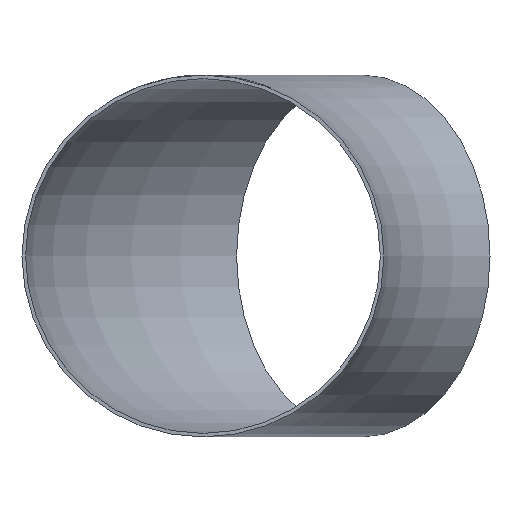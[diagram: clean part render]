
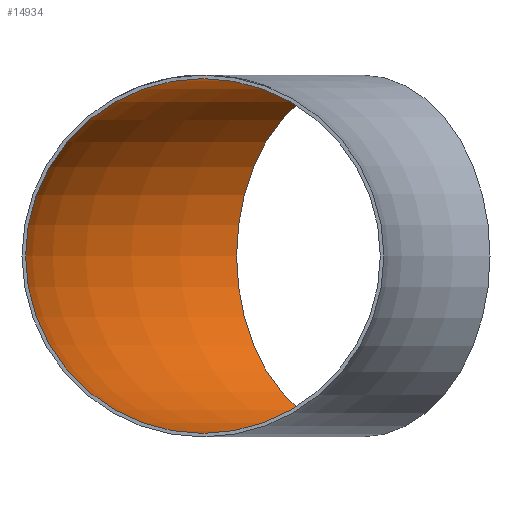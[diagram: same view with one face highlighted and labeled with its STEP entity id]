
A CAD part, front view. The second image highlights one B-rep face of the part: STEP entity #14934.
In plain terms, the highlighted toroidal (fillet/blend) face has major radius 610 mm and minor radius 199.2 mm.
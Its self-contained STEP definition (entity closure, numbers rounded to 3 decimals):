
#1084 = EDGE_CURVE ( 'NONE', #25157, #25157, #15354, .T. ) ;
#1183 = ORIENTED_EDGE ( 'NONE', *, *, #1084, .F. ) ;
#1505 = AXIS2_PLACEMENT_3D ( 'NONE', #14858, #12453, #12175 ) ;
#2731 = CIRCLE ( 'NONE', #19471, 199.2 ) ;
#3609 = FACE_OUTER_BOUND ( 'NONE', #13315, .T. ) ;
#6891 = VERTEX_POINT ( 'NONE', #27858 ) ;
#10932 = DIRECTION ( 'NONE',  ( -1., 0., 0. ) ) ;
#12175 = DIRECTION ( 'NONE',  ( 0., 0., 1. ) ) ;
#12453 = DIRECTION ( 'NONE',  ( 0., 1., 0. ) ) ;
#13315 = EDGE_LOOP ( 'NONE', ( #1183 ) ) ;
#14858 = CARTESIAN_POINT ( 'NONE',  ( -610., 0., 0. ) ) ;
#14934 = ADVANCED_FACE ( 'NONE', ( #28631, #3609 ), #24824, .F. ) ;
#15146 = DIRECTION ( 'NONE',  ( 0.707, 0.707, 0. ) ) ;
#15354 = CIRCLE ( 'NONE', #1505, 199.2 ) ;
#17577 = EDGE_LOOP ( 'NONE', ( #26051 ) ) ;
#18723 = CARTESIAN_POINT ( 'NONE',  ( -610., 0., 199.2 ) ) ;
#19471 = AXIS2_PLACEMENT_3D ( 'NONE', #19503, #15146, #24293 ) ;
#19503 = CARTESIAN_POINT ( 'NONE',  ( -431.335, 431.335, 0. ) ) ;
#20241 = DIRECTION ( 'NONE',  ( 0., 0., -1. ) ) ;
#20403 = EDGE_CURVE ( 'NONE', #6891, #6891, #2731, .T. ) ;
#22489 = CARTESIAN_POINT ( 'NONE',  ( 0., 0., 0. ) ) ;
#24293 = DIRECTION ( 'NONE',  ( -0.707, 0.707, 0. ) ) ;
#24824 = TOROIDAL_SURFACE ( 'NONE', #28649, 610., 199.2 ) ;
#25157 = VERTEX_POINT ( 'NONE', #18723 ) ;
#26051 = ORIENTED_EDGE ( 'NONE', *, *, #20403, .T. ) ;
#27858 = CARTESIAN_POINT ( 'NONE',  ( -572.191, 572.191, 0. ) ) ;
#28631 = FACE_OUTER_BOUND ( 'NONE', #17577, .T. ) ;
#28649 = AXIS2_PLACEMENT_3D ( 'NONE', #22489, #20241, #10932 ) ;
